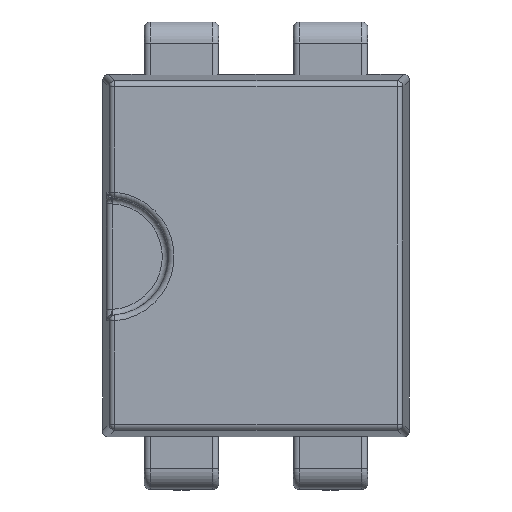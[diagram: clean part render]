
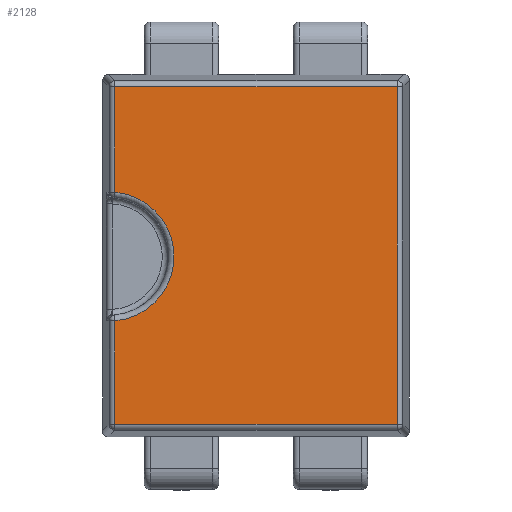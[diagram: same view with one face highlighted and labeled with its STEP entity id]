
A CAD part, top view. The second image highlights one B-rep face of the part: STEP entity #2128.
In plain terms, the highlighted planar face has unit normal (0, 0, 1).
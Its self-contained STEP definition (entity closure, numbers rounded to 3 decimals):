
#99=PLANE('',#2370);
#171=FACE_OUTER_BOUND('',#309,.T.);
#309=EDGE_LOOP('',(#1590,#1591,#1592,#1593,#1594,#1595));
#501=LINE('',#3929,#673);
#502=LINE('',#3933,#674);
#503=LINE('',#3935,#675);
#504=LINE('',#3937,#676);
#505=LINE('',#3938,#677);
#673=VECTOR('',#2817,10.);
#674=VECTOR('',#2822,10.);
#675=VECTOR('',#2823,10.);
#676=VECTOR('',#2824,10.);
#677=VECTOR('',#2825,10.);
#794=CIRCLE('',#2360,1.1);
#967=VERTEX_POINT('',#3885);
#968=VERTEX_POINT('',#3887);
#974=VERTEX_POINT('',#3928);
#975=VERTEX_POINT('',#3932);
#976=VERTEX_POINT('',#3934);
#977=VERTEX_POINT('',#3936);
#1191=EDGE_CURVE('',#968,#967,#794,.T.);
#1201=EDGE_CURVE('',#967,#974,#501,.T.);
#1203=EDGE_CURVE('',#975,#968,#502,.T.);
#1204=EDGE_CURVE('',#976,#975,#503,.T.);
#1205=EDGE_CURVE('',#977,#976,#504,.T.);
#1206=EDGE_CURVE('',#974,#977,#505,.T.);
#1590=ORIENTED_EDGE('',*,*,#1191,.F.);
#1591=ORIENTED_EDGE('',*,*,#1203,.F.);
#1592=ORIENTED_EDGE('',*,*,#1204,.F.);
#1593=ORIENTED_EDGE('',*,*,#1205,.F.);
#1594=ORIENTED_EDGE('',*,*,#1206,.F.);
#1595=ORIENTED_EDGE('',*,*,#1201,.F.);
#2128=ADVANCED_FACE('',(#171),#99,.T.);
#2360=AXIS2_PLACEMENT_3D('',#3889,#2794,#2795);
#2370=AXIS2_PLACEMENT_3D('',#3931,#2820,#2821);
#2794=DIRECTION('center_axis',(0.,0.,1.));
#2795=DIRECTION('ref_axis',(1.,0.,0.));
#2817=DIRECTION('',(0.,1.,0.));
#2820=DIRECTION('center_axis',(0.,0.,1.));
#2821=DIRECTION('ref_axis',(1.,0.,0.));
#2822=DIRECTION('',(0.,1.,0.));
#2823=DIRECTION('',(-1.,0.,0.));
#2824=DIRECTION('',(0.,-1.,0.));
#2825=DIRECTION('',(1.,0.,0.));
#3885=CARTESIAN_POINT('',(-0.79,5.169,3.35));
#3887=CARTESIAN_POINT('',(-0.79,2.977,3.35));
#3889=CARTESIAN_POINT('Origin',(-0.883,4.073,3.35));
#3928=CARTESIAN_POINT('',(-0.79,6.97,3.35));
#3929=CARTESIAN_POINT('',(-0.79,4.863,3.35));
#3931=CARTESIAN_POINT('Origin',(1.615,4.09,3.35));
#3932=CARTESIAN_POINT('',(-0.79,1.21,3.35));
#3933=CARTESIAN_POINT('',(-0.79,4.863,3.35));
#3934=CARTESIAN_POINT('',(4.02,1.21,3.35));
#3935=CARTESIAN_POINT('',(0.961,1.21,3.35));
#3936=CARTESIAN_POINT('',(4.02,6.97,3.35));
#3937=CARTESIAN_POINT('',(4.02,3.318,3.35));
#3938=CARTESIAN_POINT('',(2.269,6.97,3.35));
